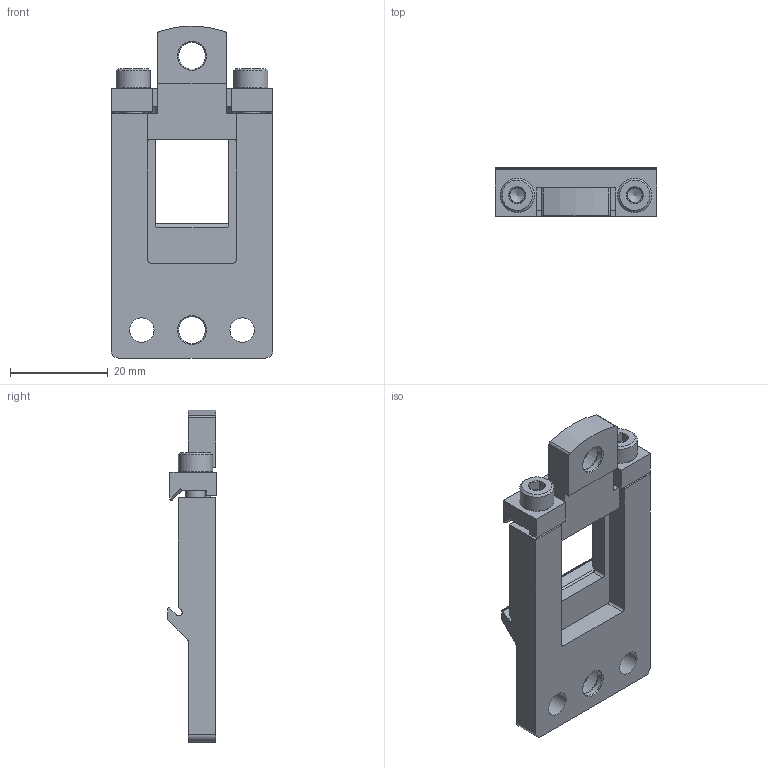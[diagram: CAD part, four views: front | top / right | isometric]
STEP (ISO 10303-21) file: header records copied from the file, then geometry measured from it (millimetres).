
FILE_DESCRIPTION(/* description */ ('STEP AP214'),/* implementation_level */ '2;1');
FILE_NAME(/* name */ '531752_MUC-18',/* time_stamp */ '2024-09-10T02:44:53+02:00',/* author */ ('License CC BY-ND 4.0'),/* organization */ ('CADENAS'),/* preprocessor_version */ 'ST-DEVELOPER v19.3',/* originating_system */ 'PARTsolutions',/* authorisation */ ' ');
FILE_SCHEMA (('TECHNICAL_DATA_PACKAGING','AUTOMOTIVE_DESIGN {1 0 10303 214 3 1 1}'));
Length unit declared in the file: millimetre
Products named in the file (4): 531752 MUC-18; 658721 MUC-18---(P_0); 660059 MUC-18---(K); DIN-912 - M4x12(F)
Assembly tree (4 placements, depth 2):
  531752 MUC-18
    658721 MUC-18---(P_0)
    660059 MUC-18---(K)
    DIN-912 - M4x12(F)  x2
Bounding box: 33 x 10 x 67.8 mm (x, y, z)
Volume: 9955.2 mm3; surface area: 7513.5 mm2
Topology: 4 solids, 4 shells, 165 faces, 413 edges, 258 vertices
Faces by surface type: plane 99, cylinder 34, cone 30, torus 2
Full cylindrical faces by diameter (mm): 3.242 x2, 4 x2, 4.5 x2, 5 x2, 5.5 x2, 7 x2, 10 x2
Entity records: 4183 total; most frequent: CARTESIAN_POINT 728, DIRECTION 715, ORIENTED_EDGE 654, EDGE_CURVE 327, AXIS2_PLACEMENT_3D 254, VERTEX_POINT 227, LINE 207, VECTOR 207
